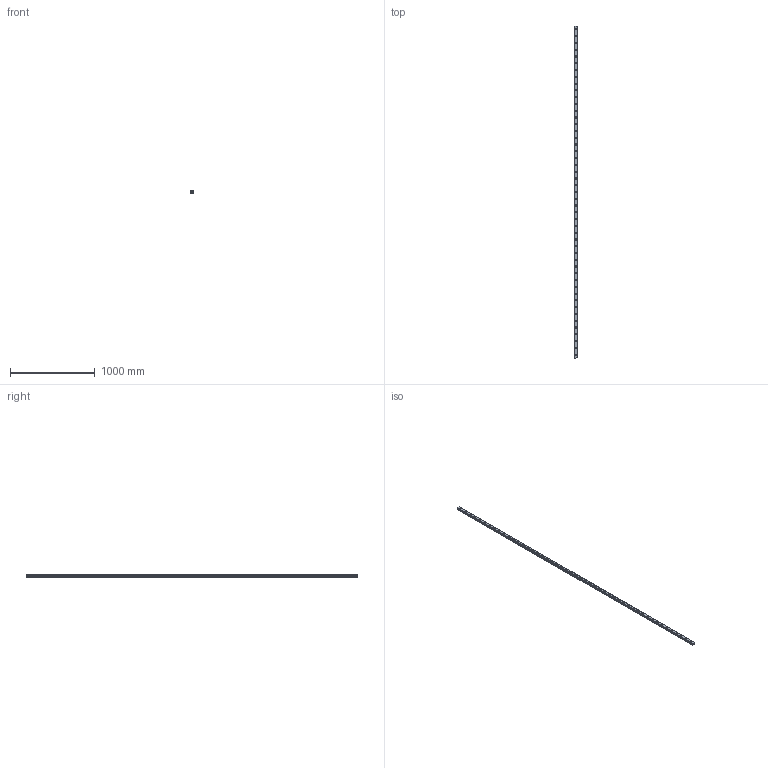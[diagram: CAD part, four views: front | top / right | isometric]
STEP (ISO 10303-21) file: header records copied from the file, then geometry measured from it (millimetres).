
FILE_DESCRIPTION(('STEP AP214'),'1');
FILE_NAME('cctmp_FBC59C30-E9CA-4D99-B3C1-95014D9BBEFC_2021_02_17_12_30_40_0436..stp','2021-02-17T11:30:40',('HIWIN GmbH'),('CADClick - www.CADClick.com'),'Spatial InterOp 3D',' ','unknown authorization');
FILE_SCHEMA(('AUTOMOTIVE_DESIGN'));
Length unit declared in the file: millimetre
Products named in the file (1): EGR35R3920C_FILE
Bounding box: 34 x 3920 x 27.5 mm (x, y, z)
Volume: 3086681.7 mm3; surface area: 548834.2 mm2
Topology: 1 solids, 1 shells, 548 faces, 1185 edges, 790 vertices
Faces by surface type: cylinder 312, plane 236
Entity records: 19601 total; most frequent: DIRECTION 2907, CARTESIAN_POINT 2524, ORIENTED_EDGE 2370, EDGE_CURVE 1185, AXIS2_PLACEMENT_3D 1173, VERTEX_POINT 790, EDGE_LOOP 699, CIRCLE 624
